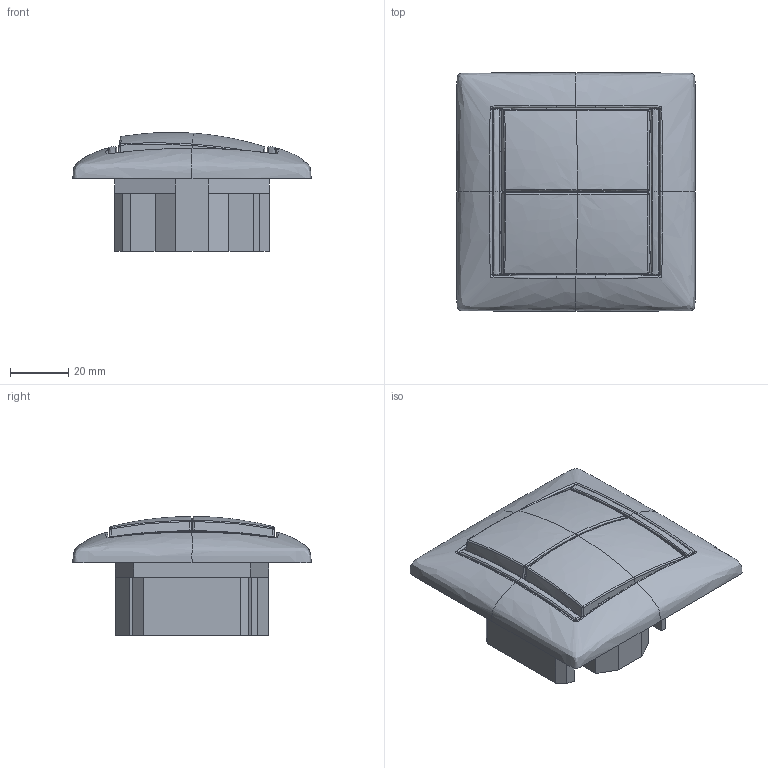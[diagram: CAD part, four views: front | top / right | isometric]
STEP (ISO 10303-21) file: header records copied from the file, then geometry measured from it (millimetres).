
FILE_DESCRIPTION(('STEP AP242'), '1');
FILE_NAME('770098', '', ('UNSPECIFIED'), ('UNSPECIFIED'), 'C3D Converter', 'C3D Toolkit', '');
FILE_SCHEMA(('AP242_MANAGED_MODEL_BASED_3D_ENGINEERING_MIM_LF { 1 0 10303 442 1 1 4 }'));
Length unit declared in the file: millimetre
Products named in the file (1): БЕИВ.642344.005
Bounding box: 82 x 82 x 40.9 mm (x, y, z)
Volume: 2031 mm3; surface area: 33494.6 mm2
Topology: 2 solids, 3 shells, 948 faces, 2570 edges, 1561 vertices
Faces by surface type: bspline 429, plane 295, cylinder 151, extrusion 30, cone 20, sphere 15, torus 8
Entity records: 79269 total; most frequent: CARTESIAN_POINT 52747, ORIENTED_EDGE 5046, EDGE_CURVE 2524, DIRECTION 2048, B_SPLINE_CURVE_WITH_KNOTS 1571, VERTEX_POINT 1565, FACE_BOUND 953, EDGE_LOOP 953
